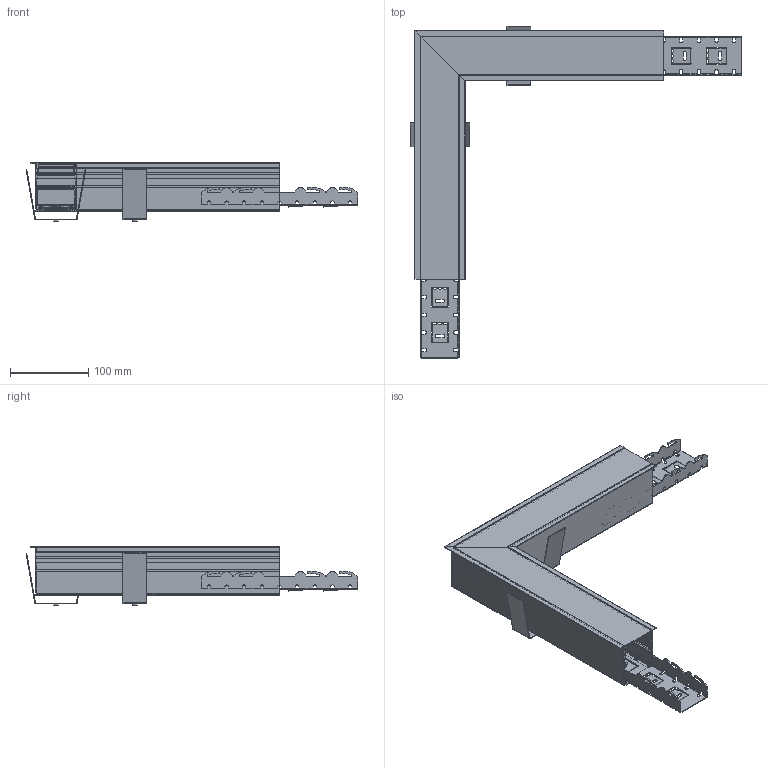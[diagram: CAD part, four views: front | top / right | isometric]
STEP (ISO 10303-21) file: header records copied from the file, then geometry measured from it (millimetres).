
FILE_DESCRIPTION(/* description */ ('This is a sample STEP configuration'),/* implementation_level */ '2;1');
FILE_NAME(/* name */ '715-0317101xxxxxx SIMPLE.ipt_Rev_00.2.stp',/* time_stamp */ '2023-04-25T16:02:40+02:00',/* author */ ('powerJobs'),/* organization */ ('coolOrange'),/* preprocessor_version */ 'ST-DEVELOPER v19.2',/* originating_system */ 'Autodesk Inventor 2023',/* authorisation */ '');
FILE_SCHEMA (('AUTOMOTIVE_DESIGN { 1 0 10303 214 3 1 1 }'));
Length unit declared in the file: millimetre
Products named in the file (1): ENG000025142
Bounding box: 423.09 x 423.09 x 74.9 mm (x, y, z)
Volume: 316636.7 mm3; surface area: 446497.2 mm2
Topology: 8 solids, 8 shells, 1510 faces, 4282 edges, 2716 vertices
Faces by surface type: plane 840, cylinder 670
Full cylindrical faces by diameter (mm): 4.134 x2, 5.2 x2, 6 x2
Entity records: 49030 total; most frequent: DIRECTION 8632, CARTESIAN_POINT 8585, ORIENTED_EDGE 8564, EDGE_CURVE 4282, LINE 2930, VECTOR 2930, AXIS2_PLACEMENT_3D 2851, VERTEX_POINT 2716
